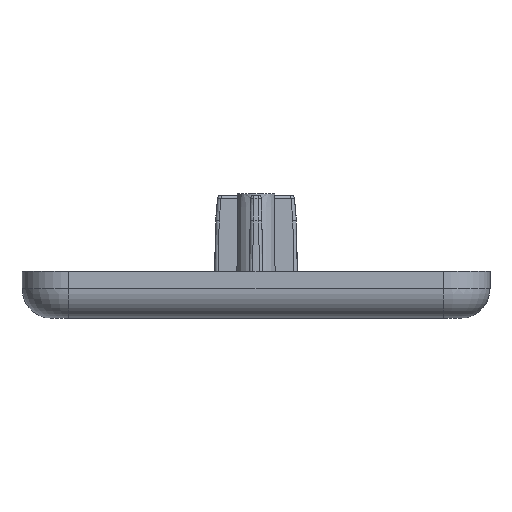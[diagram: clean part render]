
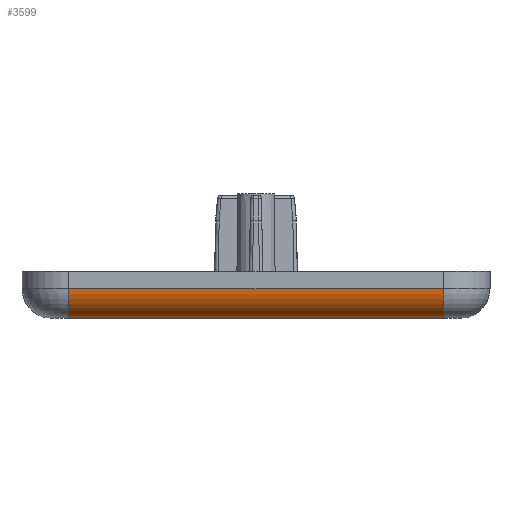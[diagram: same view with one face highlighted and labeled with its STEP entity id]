
A CAD part, front view. The second image highlights one B-rep face of the part: STEP entity #3599.
In plain terms, the highlighted cylindrical face has radius 2.5 mm (diameter 5 mm), a partial arc.
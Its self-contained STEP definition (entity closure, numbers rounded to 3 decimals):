
#1 = LINE ( 'NONE', #455, #11355 ) ;
#87 = FACE_OUTER_BOUND ( 'NONE', #7958, .T. ) ;
#203 = EDGE_CURVE ( 'NONE', #6451, #9407, #8287, .T. ) ;
#313 = ORIENTED_EDGE ( 'NONE', *, *, #1355, .T. ) ;
#455 = CARTESIAN_POINT ( 'NONE',  ( -15.95, -57.45, 0. ) ) ;
#461 = CARTESIAN_POINT ( 'NONE',  ( 15.95, -59.95, 2.5 ) ) ;
#756 = VECTOR ( 'NONE', #8638, 1000. ) ;
#901 = ORIENTED_EDGE ( 'NONE', *, *, #10611, .F. ) ;
#922 = VERTEX_POINT ( 'NONE', #10152 ) ;
#942 = AXIS2_PLACEMENT_3D ( 'NONE', #3878, #4000, #8419 ) ;
#1194 = ORIENTED_EDGE ( 'NONE', *, *, #7425, .F. ) ;
#1279 = AXIS2_PLACEMENT_3D ( 'NONE', #7342, #10978, #9943 ) ;
#1355 = EDGE_CURVE ( 'NONE', #6451, #922, #7981, .T. ) ;
#2254 = CYLINDRICAL_SURFACE ( 'NONE', #3037, 2.5 ) ;
#2367 = CARTESIAN_POINT ( 'NONE',  ( 15.95, -57.45, 0. ) ) ;
#3037 = AXIS2_PLACEMENT_3D ( 'NONE', #11283, #7768, #7734 ) ;
#3599 = ADVANCED_FACE ( 'NONE', ( #87 ), #2254, .T. ) ;
#3878 = CARTESIAN_POINT ( 'NONE',  ( -15.95, -57.45, 2.5 ) ) ;
#4000 = DIRECTION ( 'NONE',  ( 1., 0., 0. ) ) ;
#4185 = VERTEX_POINT ( 'NONE', #2367 ) ;
#4241 = DIRECTION ( 'NONE',  ( -1., 0., 0. ) ) ;
#6451 = VERTEX_POINT ( 'NONE', #7867 ) ;
#7119 = CIRCLE ( 'NONE', #1279, 2.5 ) ;
#7170 = CARTESIAN_POINT ( 'NONE',  ( 15.95, -59.95, 2.5 ) ) ;
#7342 = CARTESIAN_POINT ( 'NONE',  ( 15.95, -57.45, 2.5 ) ) ;
#7425 = EDGE_CURVE ( 'NONE', #9407, #4185, #7119, .T. ) ;
#7734 = DIRECTION ( 'NONE',  ( 0., 0., 1. ) ) ;
#7768 = DIRECTION ( 'NONE',  ( -1., 0., 0. ) ) ;
#7867 = CARTESIAN_POINT ( 'NONE',  ( -15.95, -59.95, 2.5 ) ) ;
#7958 = EDGE_LOOP ( 'NONE', ( #313, #901, #1194, #9676 ) ) ;
#7981 = CIRCLE ( 'NONE', #942, 2.5 ) ;
#8287 = LINE ( 'NONE', #461, #756 ) ;
#8419 = DIRECTION ( 'NONE',  ( 0., 0., -1. ) ) ;
#8638 = DIRECTION ( 'NONE',  ( 1., 0., 0. ) ) ;
#9407 = VERTEX_POINT ( 'NONE', #7170 ) ;
#9676 = ORIENTED_EDGE ( 'NONE', *, *, #203, .F. ) ;
#9943 = DIRECTION ( 'NONE',  ( 0., 0., -1. ) ) ;
#10152 = CARTESIAN_POINT ( 'NONE',  ( -15.95, -57.45, 0. ) ) ;
#10611 = EDGE_CURVE ( 'NONE', #4185, #922, #1, .T. ) ;
#10978 = DIRECTION ( 'NONE',  ( 1., 0., 0. ) ) ;
#11283 = CARTESIAN_POINT ( 'NONE',  ( -19.95, -57.45, 2.5 ) ) ;
#11355 = VECTOR ( 'NONE', #4241, 1000. ) ;
